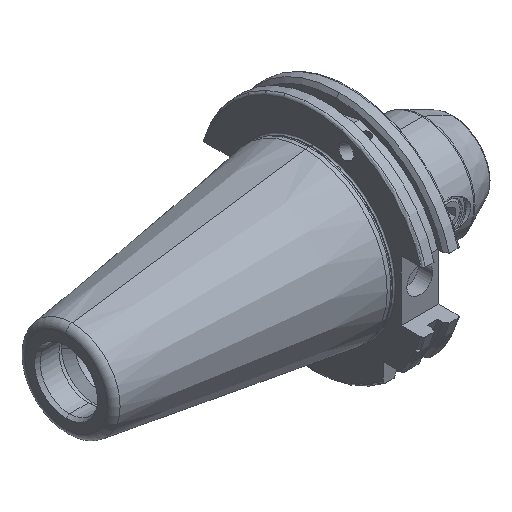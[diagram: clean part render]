
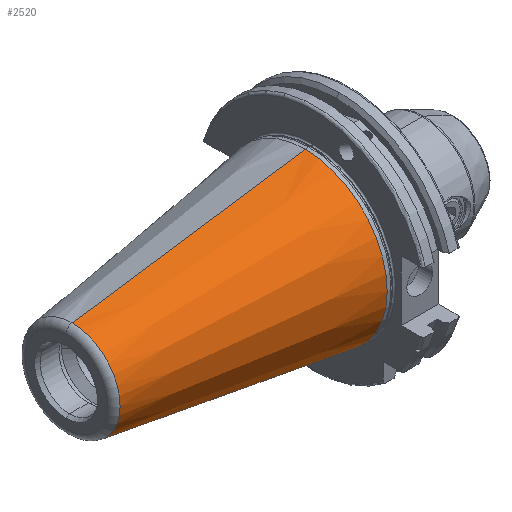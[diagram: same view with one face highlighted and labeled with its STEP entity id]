
A CAD part, isometric view. The second image highlights one B-rep face of the part: STEP entity #2520.
In plain terms, the highlighted conical face has half-angle 8.297 degrees and reference radius 34.925 mm.
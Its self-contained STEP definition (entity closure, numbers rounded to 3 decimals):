
#2466 = EDGE_LOOP ( 'NONE', ( #2467, #2516, #2497, #2506 ) ) ;
#2467 = ORIENTED_EDGE ( 'NONE', *, *, #2518, .F. ) ;
#2476 = VERTEX_POINT ( 'NONE', #4253 ) ;
#2497 = ORIENTED_EDGE ( 'NONE', *, *, #2527, .T. ) ;
#2505 = EDGE_CURVE ( 'NONE', #2517, #2523, #4284, .T. ) ;
#2506 = ORIENTED_EDGE ( 'NONE', *, *, #2629, .F. ) ;
#2510 = VERTEX_POINT ( 'NONE', #4407 ) ;
#2516 = ORIENTED_EDGE ( 'NONE', *, *, #2505, .T. ) ;
#2517 = VERTEX_POINT ( 'NONE', #4436 ) ;
#2518 = EDGE_CURVE ( 'NONE', #2517, #2476, #4437, .T. ) ;
#2520 = ADVANCED_FACE ( 'NONE', ( #4448 ), #4440, .T. ) ;
#2523 = VERTEX_POINT ( 'NONE', #4471 ) ;
#2527 = EDGE_CURVE ( 'NONE', #2523, #2510, #4482, .T. ) ;
#2629 = EDGE_CURVE ( 'NONE', #2476, #2510, #2989, .T. ) ;
#2986 = DIRECTION ( 'NONE',  ( 0.99, 0., 0.144 ) ) ;
#2987 = VECTOR ( 'NONE', #2986, 1000. ) ;
#2988 = CARTESIAN_POINT ( 'NONE',  ( 0., 0., 34.925 ) ) ;
#2989 = LINE ( 'NONE', #2988, #2987 ) ;
#4253 = CARTESIAN_POINT ( 'NONE',  ( -99.183, 0., 20.461 ) ) ;
#4283 = CARTESIAN_POINT ( 'NONE',  ( 0., 0., -34.925 ) ) ;
#4284 = LINE ( 'NONE', #4283, #4288 ) ;
#4288 = VECTOR ( 'NONE', #4289, 1000. ) ;
#4289 = DIRECTION ( 'NONE',  ( 0.99, 0., -0.144 ) ) ;
#4290 = DIRECTION ( 'NONE',  ( -1., 0., 0. ) ) ;
#4291 = CARTESIAN_POINT ( 'NONE',  ( -99.183, 0., 0. ) ) ;
#4292 = DIRECTION ( 'NONE',  ( 0., 0., -1. ) ) ;
#4407 = CARTESIAN_POINT ( 'NONE',  ( 0., 0., 34.925 ) ) ;
#4435 = AXIS2_PLACEMENT_3D ( 'NONE', #4291, #4290, #4292 ) ;
#4436 = CARTESIAN_POINT ( 'NONE',  ( -99.183, 0., -20.461 ) ) ;
#4437 = CIRCLE ( 'NONE', #4435, 20.461 ) ;
#4440 = CONICAL_SURFACE ( 'NONE', #4449, 34.925, 0.145 ) ;
#4441 = CARTESIAN_POINT ( 'NONE',  ( 0., 0., 0. ) ) ;
#4443 = DIRECTION ( 'NONE',  ( 1., 0., 0. ) ) ;
#4444 = DIRECTION ( 'NONE',  ( 0., 0., 1. ) ) ;
#4448 = FACE_OUTER_BOUND ( 'NONE', #2466, .T. ) ;
#4449 = AXIS2_PLACEMENT_3D ( 'NONE', #4441, #4443, #4444 ) ;
#4471 = CARTESIAN_POINT ( 'NONE',  ( 0., 0., -34.925 ) ) ;
#4478 = DIRECTION ( 'NONE',  ( 0., 0., -1. ) ) ;
#4479 = DIRECTION ( 'NONE',  ( -1., 0., 0. ) ) ;
#4480 = CARTESIAN_POINT ( 'NONE',  ( 0., 0., 0. ) ) ;
#4481 = AXIS2_PLACEMENT_3D ( 'NONE', #4480, #4479, #4478 ) ;
#4482 = CIRCLE ( 'NONE', #4481, 34.925 ) ;
